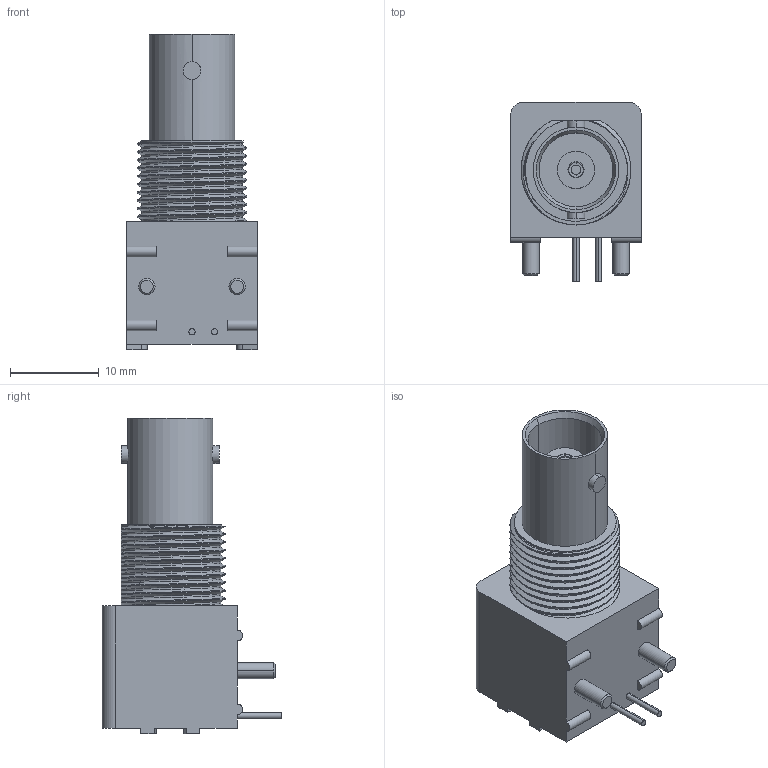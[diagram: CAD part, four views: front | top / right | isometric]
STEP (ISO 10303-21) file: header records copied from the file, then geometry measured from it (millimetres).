
FILE_DESCRIPTION(('STEP AP242'),'1');
FILE_NAME('1-1634612-0.stp','2021-03-05T08:05:28',('TraceParts'),('TraceParts S.A.'),'Spatial InterOp 3D',' ',' ');
FILE_SCHEMA(('AP242_MANAGED_MODEL_BASED_3D_ENGINEERING_MIM_LF {1 0 10303 442 1 1 4}'));
Length unit declared in the file: millimetre
Products named in the file (1): 1-1634612-0
Bounding box: 14.7 x 20.2 x 35.5 mm (x, y, z)
Volume: 4319.9 mm3; surface area: 2737.7 mm2
Topology: 1 solids, 1 shells, 176 faces, 456 edges, 294 vertices
Faces by surface type: cylinder 75, plane 40, bspline 39, cone 14, torus 8
Entity records: 15470 total; most frequent: CARTESIAN_POINT 11392, ORIENTED_EDGE 912, DIRECTION 740, EDGE_CURVE 456, VERTEX_POINT 294, AXIS2_PLACEMENT_3D 275, EDGE_LOOP 192, LINE 190
